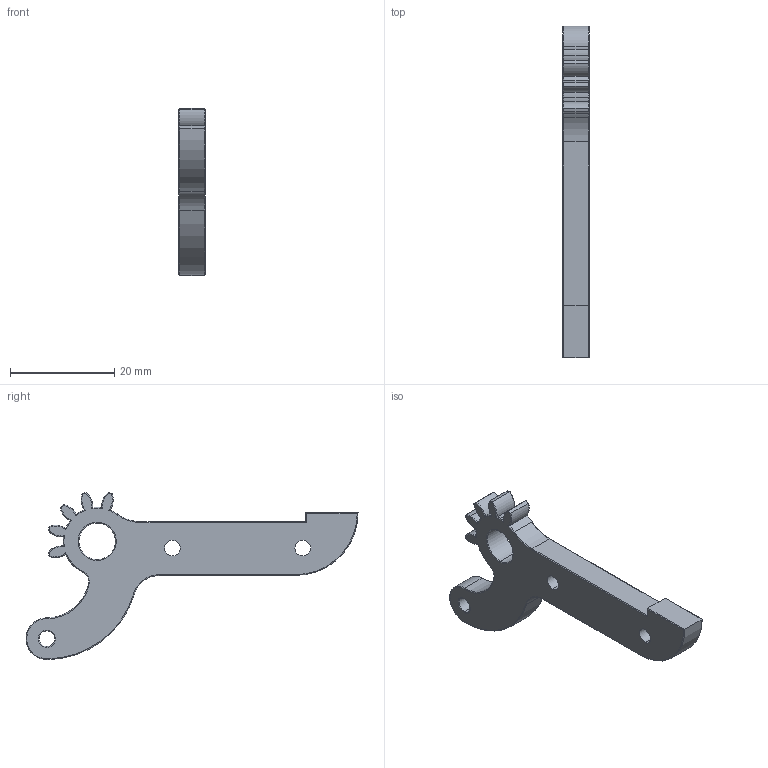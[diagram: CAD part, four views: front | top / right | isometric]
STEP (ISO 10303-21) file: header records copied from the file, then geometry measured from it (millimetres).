
FILE_DESCRIPTION (( 'STEP AP203' ), '1' );
FILE_NAME ('part2 t307_Default_sldprt.STEP', '2018-07-31T07:56:56', ( '' ), ( '' ), 'SwSTEP 2.0', 'SolidWorks 2014', '' );
FILE_SCHEMA (( 'CONFIG_CONTROL_DESIGN' ));
Length unit declared in the file: millimetre
Products named in the file (1): part2 t307_Default_sldprt
Bounding box: 5 x 63.64 x 32.05 mm (x, y, z)
Volume: 3690.4 mm3; surface area: 2693.5 mm2
Topology: 1 solids, 1 shells, 122 faces, 285 edges, 165 vertices
Faces by surface type: torus 69, cylinder 47, plane 6
Entity records: 4008 total; most frequent: CARTESIAN_POINT 1095, DIRECTION 665, ORIENTED_EDGE 570, AXIS2_PLACEMENT_3D 303, EDGE_CURVE 285, CIRCLE 180, VERTEX_POINT 165, EDGE_LOOP 130
